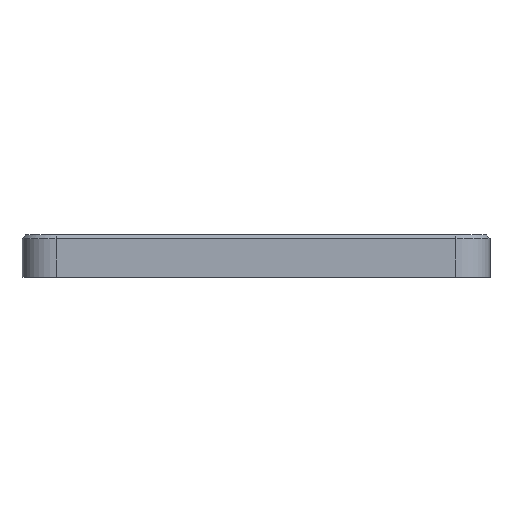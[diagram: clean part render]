
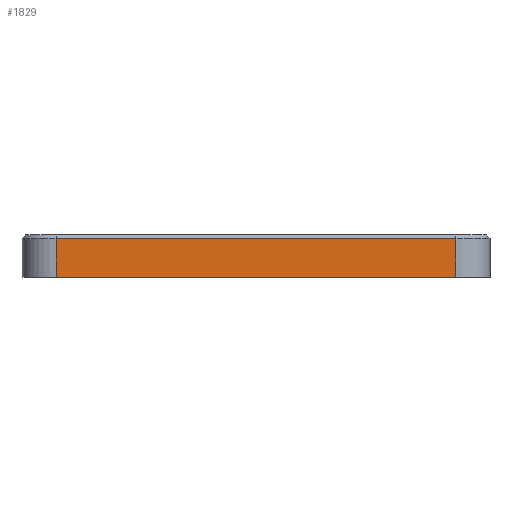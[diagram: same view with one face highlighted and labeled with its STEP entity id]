
A CAD part, left-side view. The second image highlights one B-rep face of the part: STEP entity #1829.
In plain terms, the highlighted planar face has unit normal (-1, 0, 0).
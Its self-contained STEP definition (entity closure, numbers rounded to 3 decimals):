
#256=FACE_OUTER_BOUND('',#368,.T.);
#368=EDGE_LOOP('',(#1614,#1615,#1616,#1617));
#428=LINE('',#2647,#602);
#434=LINE('',#2668,#608);
#517=LINE('',#3010,#691);
#561=LINE('',#3107,#735);
#602=VECTOR('',#2107,10.);
#608=VECTOR('',#2131,10.);
#691=VECTOR('',#2412,10.);
#735=VECTOR('',#2518,10.);
#774=VERTEX_POINT('',#2637);
#776=VERTEX_POINT('',#2643);
#783=VERTEX_POINT('',#2666);
#883=VERTEX_POINT('',#3008);
#956=EDGE_CURVE('',#774,#776,#428,.T.);
#967=EDGE_CURVE('',#783,#774,#434,.T.);
#1113=EDGE_CURVE('',#883,#783,#517,.T.);
#1161=EDGE_CURVE('',#883,#776,#561,.T.);
#1614=ORIENTED_EDGE('',*,*,#956,.F.);
#1615=ORIENTED_EDGE('',*,*,#967,.F.);
#1616=ORIENTED_EDGE('',*,*,#1113,.F.);
#1617=ORIENTED_EDGE('',*,*,#1161,.T.);
#1739=PLANE('',#2013);
#1829=ADVANCED_FACE('',(#256),#1739,.T.);
#2013=AXIS2_PLACEMENT_3D('',#3108,#2519,#2520);
#2107=DIRECTION('',(0.,-1.,0.));
#2131=DIRECTION('',(0.,0.,1.));
#2412=DIRECTION('',(0.,1.,0.));
#2518=DIRECTION('',(0.,0.,1.));
#2519=DIRECTION('center_axis',(-1.,0.,0.));
#2520=DIRECTION('ref_axis',(0.,-1.,0.));
#2637=CARTESIAN_POINT('',(-2.,52.476,6.4));
#2643=CARTESIAN_POINT('',(-2.,2.286,6.4));
#2647=CARTESIAN_POINT('',(-2.,39.929,6.4));
#2666=CARTESIAN_POINT('',(-2.,52.476,1.6));
#2668=CARTESIAN_POINT('',(-2.,52.476,5.9));
#3008=CARTESIAN_POINT('',(-2.,2.286,1.6));
#3010=CARTESIAN_POINT('',(-2.,39.929,1.6));
#3107=CARTESIAN_POINT('',(-2.,2.286,5.9));
#3108=CARTESIAN_POINT('Origin',(-2.,52.476,5.9));
